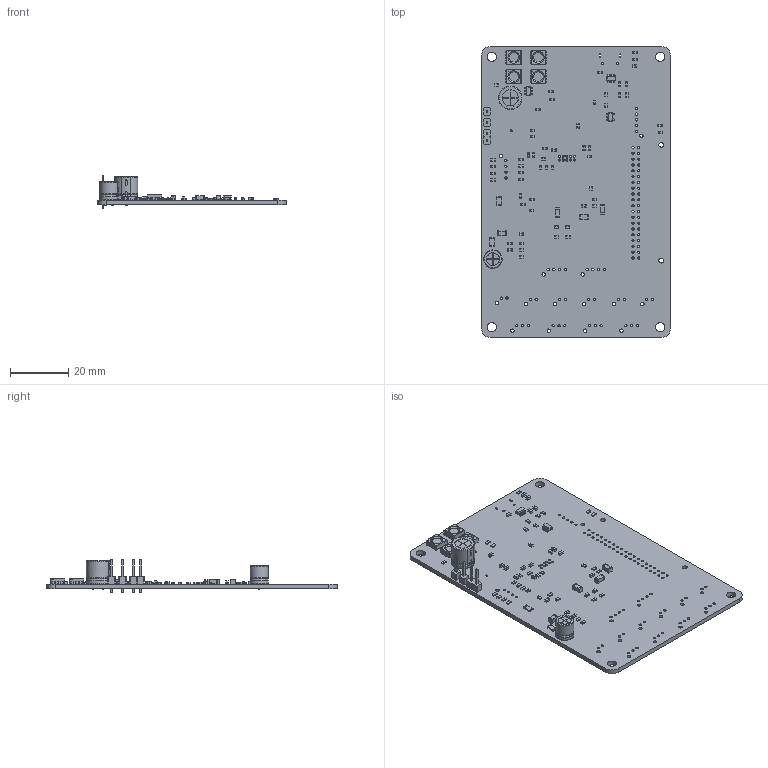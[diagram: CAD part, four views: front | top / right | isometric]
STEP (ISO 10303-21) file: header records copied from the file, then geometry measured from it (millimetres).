
FILE_DESCRIPTION(('KiCad electronic assembly'),'2;1');
FILE_NAME('BangBangController.step','2021-03-09T11:02:59',('An Author'), ('A Company'),'Open CASCADE STEP processor 6.9', 'KiCad to STEP converter','Unknown');
FILE_SCHEMA(('AUTOMOTIVE_DESIGN { 1 0 10303 214 1 1 1 1 }'));
Length unit declared in the file: millimetre
Products named in the file (28): Open CASCADE STEP translator 6.9 1; R_0603_1608Metric; SOLID; LED_WS2812_PLCC6_5.0x5.0mm_P1.6mm; C_0603_1608Metric; C_1206_3216Metric; LED_0603_1608Metric; R_1206_3216Metric; SOT-23-6; CP_Radial_D6.3mm_P2.50mm; SOT-23-5; TSOP-6_1.65x3.05mm_P0.95mm; CP_Radial_D8.0mm_P3.50mm; PinHeader_1x01_P2.54mm_Vertical; PinHeader_1x02_P2.54mm_Vertical; COMPOUND
Assembly tree (89 placements, depth 3):
  Open CASCADE STEP translator 6.9 1
    R_0603_1608Metric  x33
      SOLID
    LED_WS2812_PLCC6_5.0x5.0mm_P1.6mm  x4
      SOLID
    C_0603_1608Metric  x21
      SOLID
    C_1206_3216Metric  x4
      SOLID
    LED_0603_1608Metric  x3
      SOLID
    R_1206_3216Metric  x2
      SOLID
    SOT-23-6
      SOLID
    CP_Radial_D6.3mm_P2.50mm
      SOLID
    SOT-23-5
      SOLID
    TSOP-6_1.65x3.05mm_P0.95mm
      SOLID
    CP_Radial_D8.0mm_P3.50mm
      SOLID
    PinHeader_1x01_P2.54mm_Vertical  x2
      SOLID
    PinHeader_1x02_P2.54mm_Vertical
      SOLID
    COMPOUND
Bounding box: 65 x 100 x 11.54 mm (x, y, z)
Volume: 11135.2 mm3; surface area: 15627.7 mm2
Topology: 76 solids, 78 shells, 2849 faces, 7558 edges, 4913 vertices
Faces by surface type: plane 1777, cylinder 953, bspline 101, revolution 10, cone 4, torus 4
Full cylindrical faces by diameter (mm): 0.1 x1, 0.5 x4, 0.7 x1, 0.71 x10, 0.75 x40, 0.8 x9, 0.813 x36, 1 x4, 1.194 x13, 1.2 x1, 1.65 x2, 3.2 x4, 3.333 x4
Entity records: 70961 total; most frequent: CARTESIAN_POINT 14644, DIRECTION 9354, LINE 5749, VECTOR 5749, ORIENTED_EDGE 4946, PCURVE 4946, DEFINITIONAL_REPRESENTATION 4946, EDGE_CURVE 2473
